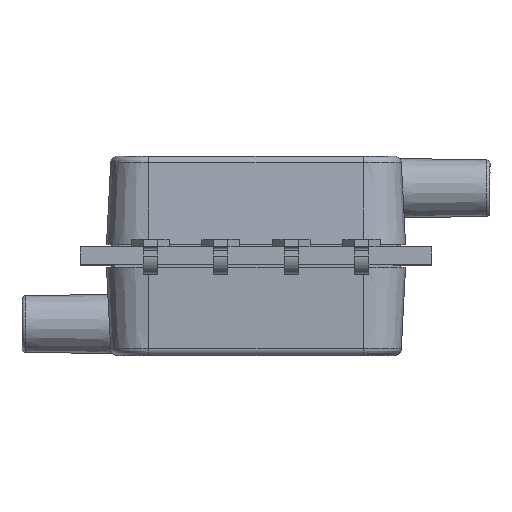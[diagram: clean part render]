
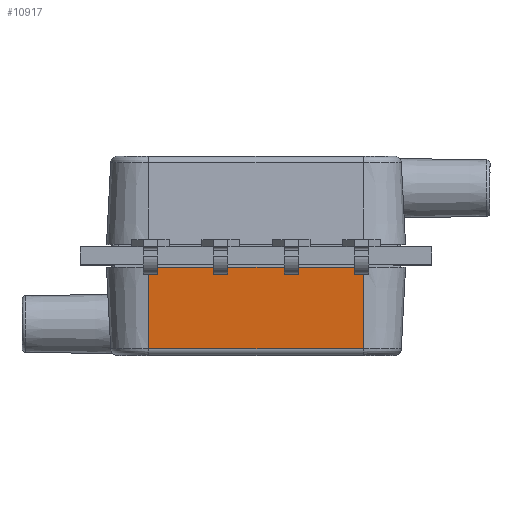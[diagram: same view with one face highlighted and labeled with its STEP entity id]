
A CAD part, top view. The second image highlights one B-rep face of the part: STEP entity #10917.
In plain terms, the highlighted face is planar.
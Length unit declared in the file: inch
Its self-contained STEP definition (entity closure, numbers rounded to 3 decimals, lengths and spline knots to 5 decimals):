
#940 = EDGE_LOOP ( 'NONE', ( #1194, #1151, #1147, #1146 ) ) ;
#1146 = ORIENTED_EDGE ( 'NONE', *, *, #10497, .F. ) ;
#1147 = ORIENTED_EDGE ( 'NONE', *, *, #8171, .T. ) ;
#1151 = ORIENTED_EDGE ( 'NONE', *, *, #10484, .F. ) ;
#1194 = ORIENTED_EDGE ( 'NONE', *, *, #10517, .F. ) ;
#1992 = LINE ( 'NONE', #3935, #2010 ) ;
#2010 = VECTOR ( 'NONE', #3902, 39.37008 ) ;
#2172 = VECTOR ( 'NONE', #8813, 39.37008 ) ;
#2198 = VECTOR ( 'NONE', #9113, 39.37008 ) ;
#2201 = LINE ( 'NONE', #8801, #2172 ) ;
#2203 = LINE ( 'NONE', #9107, #2198 ) ;
#2253 = LINE ( 'NONE', #8896, #2259 ) ;
#2259 = VECTOR ( 'NONE', #8930, 39.37008 ) ;
#2956 = PLANE ( 'NONE',  #7169 ) ;
#2958 = CARTESIAN_POINT ( 'NONE',  ( 0.17924, 0.2455, 0.00375 ) ) ;
#2974 = DIRECTION ( 'NONE',  ( 0., 0.999, 0.052 ) ) ;
#2992 = DIRECTION ( 'NONE',  ( -1., 0., 0. ) ) ;
#3902 = DIRECTION ( 'NONE',  ( -1., 0., 0. ) ) ;
#3935 = CARTESIAN_POINT ( 'NONE',  ( 0.0265, 0.2455, 0.00375 ) ) ;
#5044 = VERTEX_POINT ( 'NONE', #5735 ) ;
#5055 = VERTEX_POINT ( 'NONE', #5702 ) ;
#5063 = VERTEX_POINT ( 'NONE', #5716 ) ;
#5077 = VERTEX_POINT ( 'NONE', #5744 ) ;
#5702 = CARTESIAN_POINT ( 'NONE',  ( 0.17917, 0.23945, 0.11927 ) ) ;
#5716 = CARTESIAN_POINT ( 'NONE',  ( -0.12617, 0.23945, 0.11927 ) ) ;
#5735 = CARTESIAN_POINT ( 'NONE',  ( 0.17924, 0.2455, 0.00375 ) ) ;
#5744 = CARTESIAN_POINT ( 'NONE',  ( -0.12624, 0.2455, 0.00375 ) ) ;
#7169 = AXIS2_PLACEMENT_3D ( 'NONE', #2958, #2974, #2992 ) ;
#8171 = EDGE_CURVE ( 'NONE', #5044, #5077, #1992, .T. ) ;
#8463 = FACE_OUTER_BOUND ( 'NONE', #940, .T. ) ;
#8801 = CARTESIAN_POINT ( 'NONE',  ( -0.12621, 0.24247, 0.0615 ) ) ;
#8813 = DIRECTION ( 'NONE',  ( -0.001, 0.052, -0.999 ) ) ;
#8896 = CARTESIAN_POINT ( 'NONE',  ( 0.0265, 0.23945, 0.11927 ) ) ;
#8930 = DIRECTION ( 'NONE',  ( -1., 0., 0. ) ) ;
#9107 = CARTESIAN_POINT ( 'NONE',  ( 0.17921, 0.24247, 0.0615 ) ) ;
#9113 = DIRECTION ( 'NONE',  ( -0.001, -0.052, 0.999 ) ) ;
#10484 = EDGE_CURVE ( 'NONE', #5044, #5055, #2203, .T. ) ;
#10497 = EDGE_CURVE ( 'NONE', #5063, #5077, #2201, .T. ) ;
#10517 = EDGE_CURVE ( 'NONE', #5055, #5063, #2253, .T. ) ;
#10917 = ADVANCED_FACE ( 'NONE', ( #8463 ), #2956, .T. ) ;
